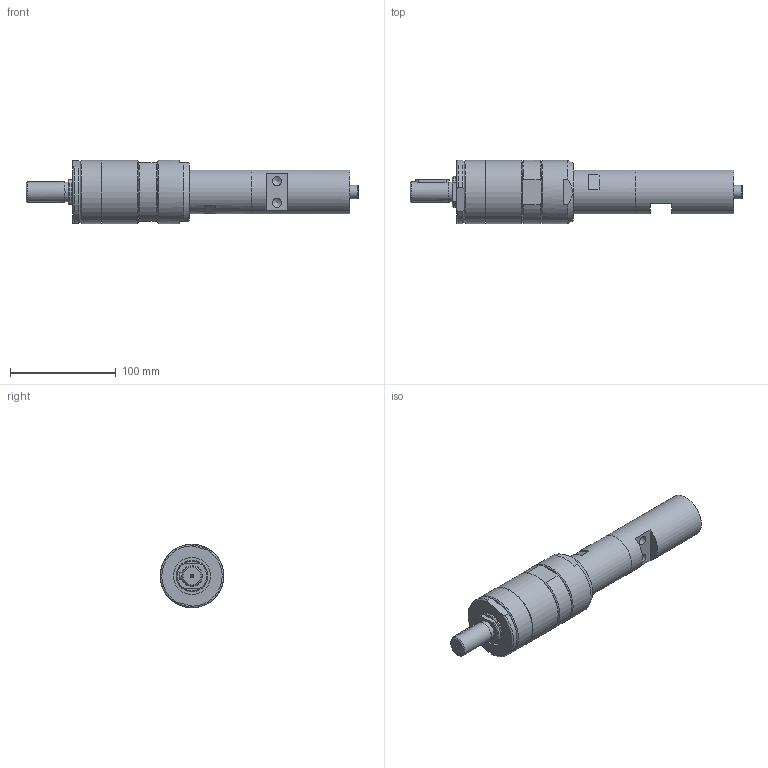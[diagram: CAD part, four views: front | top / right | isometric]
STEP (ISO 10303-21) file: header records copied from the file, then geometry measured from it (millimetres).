
FILE_DESCRIPTION((''),'2;1');
FILE_NAME('MUB 23-30_60009135.stp','2012-02-23T14:30:38',('ibasyouni'),(''),'Autodesk Inventor 2008','Autodesk Inventor 2008','');
FILE_SCHEMA(('AUTOMOTIVE_DESIGN { 1 0 10303 214 1 1 1 1 }'));
Length unit declared in the file: millimetre
Products named in the file (1): MUB 23-25...70
Bounding box: 313.5 x 60 x 60 mm (x, y, z)
Volume: 517389.2 mm3; surface area: 55686 mm2
Topology: 1 solids, 1 shells, 115 faces, 265 edges, 171 vertices
Faces by surface type: plane 54, cylinder 29, cone 19, bspline 10, torus 3
Full cylindrical faces by diameter (mm): 1.55 x1, 5 x1, 5.5 x1, 13 x1, 18.8 x1, 19 x1, 20 x1, 29.95 x1, 35 x1, 37.5 x1, 39 x1, 39.5 x1, 41.5 x2, 42 x1, 55.16 x1, 60 x3
Entity records: 3477 total; most frequent: CARTESIAN_POINT 1160, DIRECTION 466, ORIENTED_EDGE 426, EDGE_CURVE 213, AXIS2_PLACEMENT_3D 200, EDGE_LOOP 170, VERTEX_POINT 155, FACE_OUTER_BOUND 115
